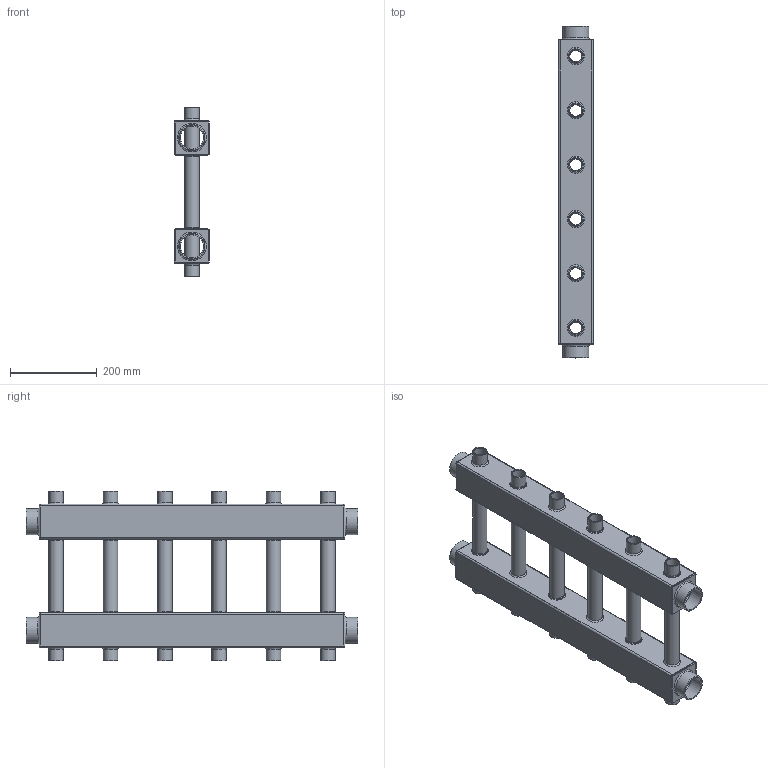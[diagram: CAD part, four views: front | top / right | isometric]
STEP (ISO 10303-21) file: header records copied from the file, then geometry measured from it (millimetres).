
FILE_DESCRIPTION(('STEP AP203'), '1');
FILE_NAME('MKSS-250-6DU.00', '', ('UNSPECIFIED'), ('UNSPECIFIED'), 'ASCON STEP Converter 1.6', 'ASCON Math Kernel', '');
FILE_SCHEMA(('CONFIG_CONTROL_DESIGN'));
Length unit declared in the file: millimetre
Bounding box: 80.55 x 763 x 390 mm (x, y, z)
Volume: 1469700.1 mm3; surface area: 1255669 mm2
Topology: 1 solids, 1 shells, 544 faces, 1348 edges, 868 vertices
Faces by surface type: bspline 171, plane 156, cylinder 109, cone 64, torus 44
Full cylindrical faces by diameter (mm): 27.5 x12, 30 x12, 33.5 x24, 34 x12, 53 x4, 57 x4, 60 x4
Entity records: 23884 total; most frequent: CARTESIAN_POINT 8274, ORIENTED_EDGE 2368, DIRECTION 1804, EDGE_CURVE 1184, VERTEX_POINT 868, EDGE_LOOP 820, AXIS2_PLACEMENT_3D 730, FACE_BOUND 556
